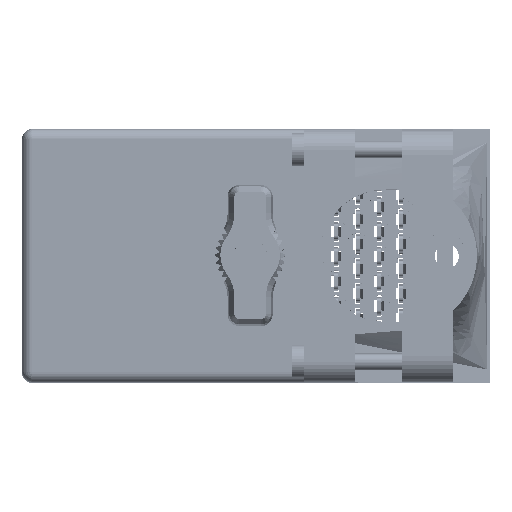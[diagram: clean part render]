
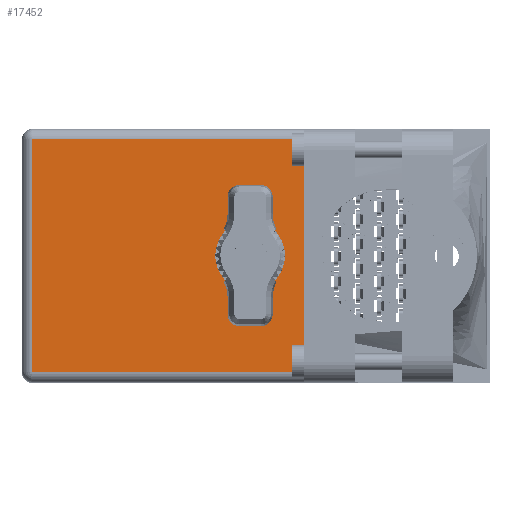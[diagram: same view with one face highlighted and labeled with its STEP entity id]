
A CAD part, top view. The second image highlights one B-rep face of the part: STEP entity #17452.
In plain terms, the highlighted face is planar.
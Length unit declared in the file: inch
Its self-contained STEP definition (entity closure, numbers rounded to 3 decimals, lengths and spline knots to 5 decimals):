
#3841 = CIRCLE ( 'NONE', #28606, 0.1015 ) ;
#10363 = VERTEX_POINT ( 'NONE', #58285 ) ;
#12136 = FACE_OUTER_BOUND ( 'NONE', #105625, .T. ) ;
#17452 = ADVANCED_FACE ( 'NONE', ( #12136, #72521 ), #80837, .T. ) ;
#19406 = EDGE_CURVE ( 'NONE', #42764, #50562, #3841, .T. ) ;
#20246 = DIRECTION ( 'NONE',  ( 0., 1., 0. ) ) ;
#23964 = VECTOR ( 'NONE', #30182, 39.37008 ) ;
#25500 = CARTESIAN_POINT ( 'NONE',  ( 1.705, 2.03, -0.062 ) ) ;
#26234 = CIRCLE ( 'NONE', #88214, 0.1015 ) ;
#28210 = DIRECTION ( 'NONE',  ( 1., 0., 0. ) ) ;
#28606 = AXIS2_PLACEMENT_3D ( 'NONE', #70130, #20246, #103936 ) ;
#30182 = DIRECTION ( 'NONE',  ( 0., 0., 1. ) ) ;
#32292 = CARTESIAN_POINT ( 'NONE',  ( 1.3775, 2.03, -0.6635 ) ) ;
#33116 = CARTESIAN_POINT ( 'NONE',  ( 1.705, 2.03, -1.468 ) ) ;
#36515 = LINE ( 'NONE', #70346, #99296 ) ;
#39153 = VERTEX_POINT ( 'NONE', #33116 ) ;
#40938 = LINE ( 'NONE', #65916, #68681 ) ;
#42571 = ORIENTED_EDGE ( 'NONE', *, *, #82896, .T. ) ;
#42764 = VERTEX_POINT ( 'NONE', #104988 ) ;
#44236 = VERTEX_POINT ( 'NONE', #25500 ) ;
#45414 = DIRECTION ( 'NONE',  ( 0., 1., 0. ) ) ;
#45928 = AXIS2_PLACEMENT_3D ( 'NONE', #47569, #45414, #105273 ) ;
#47088 = DIRECTION ( 'NONE',  ( 0., 1., 0. ) ) ;
#47389 = EDGE_CURVE ( 'NONE', #10363, #44236, #36515, .T. ) ;
#47569 = CARTESIAN_POINT ( 'NONE',  ( 0., 2.03, -1.53 ) ) ;
#50562 = VERTEX_POINT ( 'NONE', #32292 ) ;
#55405 = CARTESIAN_POINT ( 'NONE',  ( 1.3775, 2.03, -0.765 ) ) ;
#58285 = CARTESIAN_POINT ( 'NONE',  ( 0.062, 2.03, -0.062 ) ) ;
#59137 = VERTEX_POINT ( 'NONE', #69655 ) ;
#61359 = ORIENTED_EDGE ( 'NONE', *, *, #70781, .F. ) ;
#63474 = DIRECTION ( 'NONE',  ( 0., 0., 1. ) ) ;
#65916 = CARTESIAN_POINT ( 'NONE',  ( 0., 2.03, -1.468 ) ) ;
#66294 = ORIENTED_EDGE ( 'NONE', *, *, #19406, .F. ) ;
#67442 = ORIENTED_EDGE ( 'NONE', *, *, #102105, .T. ) ;
#68681 = VECTOR ( 'NONE', #91413, 39.37008 ) ;
#69655 = CARTESIAN_POINT ( 'NONE',  ( 0.062, 2.03, -1.468 ) ) ;
#70130 = CARTESIAN_POINT ( 'NONE',  ( 1.3775, 2.03, -0.765 ) ) ;
#70346 = CARTESIAN_POINT ( 'NONE',  ( 1.705, 2.03, -0.062 ) ) ;
#70781 = EDGE_CURVE ( 'NONE', #39153, #44236, #85266, .T. ) ;
#72521 = FACE_BOUND ( 'NONE', #73923, .T. ) ;
#73923 = EDGE_LOOP ( 'NONE', ( #77931, #66294 ) ) ;
#74472 = CARTESIAN_POINT ( 'NONE',  ( 0.062, 2.03, -1.53 ) ) ;
#77931 = ORIENTED_EDGE ( 'NONE', *, *, #87614, .F. ) ;
#80837 = PLANE ( 'NONE',  #45928 ) ;
#80894 = DIRECTION ( 'NONE',  ( 0., 0., 1. ) ) ;
#81148 = LINE ( 'NONE', #74472, #23964 ) ;
#82896 = EDGE_CURVE ( 'NONE', #59137, #10363, #81148, .T. ) ;
#85266 = LINE ( 'NONE', #85827, #86347 ) ;
#85827 = CARTESIAN_POINT ( 'NONE',  ( 1.705, 2.03, -1.53 ) ) ;
#86347 = VECTOR ( 'NONE', #63474, 39.37008 ) ;
#87614 = EDGE_CURVE ( 'NONE', #50562, #42764, #26234, .T. ) ;
#88214 = AXIS2_PLACEMENT_3D ( 'NONE', #55405, #47088, #80894 ) ;
#91413 = DIRECTION ( 'NONE',  ( -1., 0., 0. ) ) ;
#99296 = VECTOR ( 'NONE', #28210, 39.37008 ) ;
#102105 = EDGE_CURVE ( 'NONE', #39153, #59137, #40938, .T. ) ;
#103936 = DIRECTION ( 'NONE',  ( 0., 0., 1. ) ) ;
#104205 = ORIENTED_EDGE ( 'NONE', *, *, #47389, .T. ) ;
#104988 = CARTESIAN_POINT ( 'NONE',  ( 1.3775, 2.03, -0.8665 ) ) ;
#105273 = DIRECTION ( 'NONE',  ( 0., 0., 1. ) ) ;
#105625 = EDGE_LOOP ( 'NONE', ( #42571, #104205, #61359, #67442 ) ) ;
